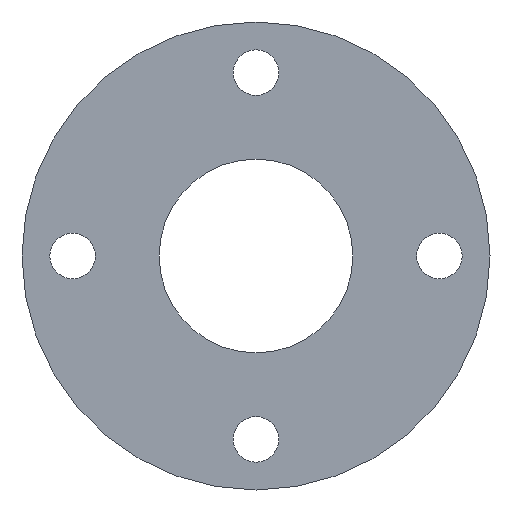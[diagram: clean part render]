
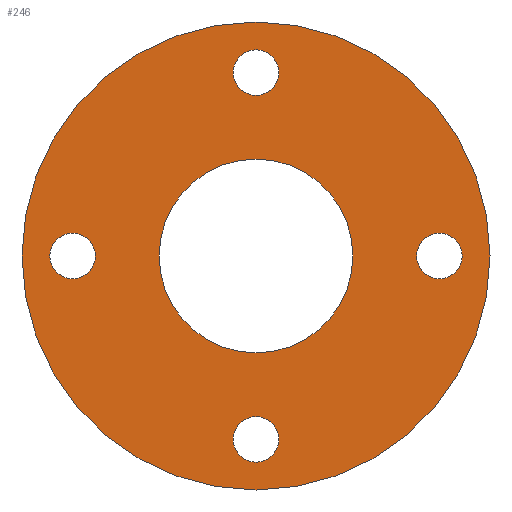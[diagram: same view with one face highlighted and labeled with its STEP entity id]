
A CAD part, front view. The second image highlights one B-rep face of the part: STEP entity #246.
In plain terms, the highlighted planar face has unit normal (0, -1, 0).
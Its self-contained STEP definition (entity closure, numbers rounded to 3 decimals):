
#7 = DIRECTION ( 'NONE',  ( 0., 0., -1. ) ) ;
#10 = ORIENTED_EDGE ( 'NONE', *, *, #260, .F. ) ;
#17 = ORIENTED_EDGE ( 'NONE', *, *, #138, .F. ) ;
#18 = CARTESIAN_POINT ( 'NONE',  ( 0., 0., -63.5 ) ) ;
#20 = EDGE_CURVE ( 'NONE', #264, #353, #80, .T. ) ;
#24 = DIRECTION ( 'NONE',  ( 0., -1., 0. ) ) ;
#28 = CARTESIAN_POINT ( 'NONE',  ( 0., 0., 0. ) ) ;
#30 = AXIS2_PLACEMENT_3D ( 'NONE', #28, #402, #195 ) ;
#35 = FACE_BOUND ( 'NONE', #96, .T. ) ;
#36 = VERTEX_POINT ( 'NONE', #494 ) ;
#40 = CARTESIAN_POINT ( 'NONE',  ( -72.5, 0., -9. ) ) ;
#45 = CARTESIAN_POINT ( 'NONE',  ( 0., 0., 72.5 ) ) ;
#49 = CARTESIAN_POINT ( 'NONE',  ( 0., 0., -81.5 ) ) ;
#53 = CIRCLE ( 'NONE', #434, 9. ) ;
#56 = EDGE_CURVE ( 'NONE', #336, #36, #533, .T. ) ;
#57 = CARTESIAN_POINT ( 'NONE',  ( 72.5, 0., 0. ) ) ;
#70 = DIRECTION ( 'NONE',  ( 0., 1., 0. ) ) ;
#76 = VERTEX_POINT ( 'NONE', #145 ) ;
#80 = CIRCLE ( 'NONE', #371, 9. ) ;
#83 = EDGE_LOOP ( 'NONE', ( #428, #135 ) ) ;
#90 = DIRECTION ( 'NONE',  ( 0., 0., -1. ) ) ;
#91 = EDGE_CURVE ( 'NONE', #381, #519, #53, .T. ) ;
#95 = DIRECTION ( 'NONE',  ( 0., -1., 0. ) ) ;
#96 = EDGE_LOOP ( 'NONE', ( #271, #437 ) ) ;
#116 = DIRECTION ( 'NONE',  ( 0., 0., -1. ) ) ;
#118 = DIRECTION ( 'NONE',  ( 0., -1., 0. ) ) ;
#131 = ORIENTED_EDGE ( 'NONE', *, *, #366, .F. ) ;
#135 = ORIENTED_EDGE ( 'NONE', *, *, #525, .F. ) ;
#138 = EDGE_CURVE ( 'NONE', #36, #336, #249, .T. ) ;
#140 = EDGE_LOOP ( 'NONE', ( #257, #17 ) ) ;
#144 = DIRECTION ( 'NONE',  ( 0., -1., 0. ) ) ;
#145 = CARTESIAN_POINT ( 'NONE',  ( 0., 0., -38.3 ) ) ;
#146 = EDGE_CURVE ( 'NONE', #76, #507, #390, .T. ) ;
#161 = FACE_BOUND ( 'NONE', #83, .T. ) ;
#165 = DIRECTION ( 'NONE',  ( 0., -1., 0. ) ) ;
#169 = AXIS2_PLACEMENT_3D ( 'NONE', #517, #421, #304 ) ;
#171 = ORIENTED_EDGE ( 'NONE', *, *, #357, .F. ) ;
#184 = CARTESIAN_POINT ( 'NONE',  ( -72.5, 0., 0. ) ) ;
#190 = CARTESIAN_POINT ( 'NONE',  ( 0., 0., 0. ) ) ;
#193 = AXIS2_PLACEMENT_3D ( 'NONE', #190, #70, #363 ) ;
#195 = DIRECTION ( 'NONE',  ( 0., 0., 1. ) ) ;
#197 = CARTESIAN_POINT ( 'NONE',  ( 0., 0., -72.5 ) ) ;
#201 = AXIS2_PLACEMENT_3D ( 'NONE', #57, #297, #90 ) ;
#202 = CARTESIAN_POINT ( 'NONE',  ( 0., 0., 92.5 ) ) ;
#210 = PLANE ( 'NONE',  #413 ) ;
#214 = DIRECTION ( 'NONE',  ( 0., 0., -1. ) ) ;
#215 = CARTESIAN_POINT ( 'NONE',  ( -72.5, 0., 0. ) ) ;
#221 = AXIS2_PLACEMENT_3D ( 'NONE', #284, #291, #454 ) ;
#230 = AXIS2_PLACEMENT_3D ( 'NONE', #184, #144, #315 ) ;
#239 = AXIS2_PLACEMENT_3D ( 'NONE', #45, #382, #472 ) ;
#246 = ADVANCED_FACE ( 'NONE', ( #254, #417, #161, #415, #35, #537 ), #210, .T. ) ;
#249 = CIRCLE ( 'NONE', #30, 92.5 ) ;
#250 = ORIENTED_EDGE ( 'NONE', *, *, #311, .F. ) ;
#251 = DIRECTION ( 'NONE',  ( 0., 0., -1. ) ) ;
#254 = FACE_BOUND ( 'NONE', #309, .T. ) ;
#257 = ORIENTED_EDGE ( 'NONE', *, *, #56, .F. ) ;
#260 = EDGE_CURVE ( 'NONE', #519, #381, #489, .T. ) ;
#263 = CARTESIAN_POINT ( 'NONE',  ( 0., 0., 81.5 ) ) ;
#264 = VERTEX_POINT ( 'NONE', #40 ) ;
#265 = AXIS2_PLACEMENT_3D ( 'NONE', #453, #118, #116 ) ;
#271 = ORIENTED_EDGE ( 'NONE', *, *, #342, .T. ) ;
#278 = DIRECTION ( 'NONE',  ( 0., 0., 1. ) ) ;
#284 = CARTESIAN_POINT ( 'NONE',  ( 72.5, 0., 0. ) ) ;
#291 = DIRECTION ( 'NONE',  ( 0., -1., 0. ) ) ;
#297 = DIRECTION ( 'NONE',  ( 0., -1., 0. ) ) ;
#300 = CARTESIAN_POINT ( 'NONE',  ( -72.5, 0., 9. ) ) ;
#301 = CIRCLE ( 'NONE', #201, 9. ) ;
#302 = VERTEX_POINT ( 'NONE', #498 ) ;
#304 = DIRECTION ( 'NONE',  ( 0., 0., 1. ) ) ;
#307 = ORIENTED_EDGE ( 'NONE', *, *, #430, .F. ) ;
#309 = EDGE_LOOP ( 'NONE', ( #250, #307 ) ) ;
#311 = EDGE_CURVE ( 'NONE', #426, #302, #460, .T. ) ;
#315 = DIRECTION ( 'NONE',  ( 0., 0., -1. ) ) ;
#324 = AXIS2_PLACEMENT_3D ( 'NONE', #522, #95, #214 ) ;
#336 = VERTEX_POINT ( 'NONE', #515 ) ;
#342 = EDGE_CURVE ( 'NONE', #507, #76, #451, .T. ) ;
#353 = VERTEX_POINT ( 'NONE', #300 ) ;
#357 = EDGE_CURVE ( 'NONE', #369, #521, #523, .T. ) ;
#361 = AXIS2_PLACEMENT_3D ( 'NONE', #449, #491, #278 ) ;
#363 = DIRECTION ( 'NONE',  ( 0., 0., 1. ) ) ;
#366 = EDGE_CURVE ( 'NONE', #521, #369, #370, .T. ) ;
#369 = VERTEX_POINT ( 'NONE', #263 ) ;
#370 = CIRCLE ( 'NONE', #324, 9. ) ;
#371 = AXIS2_PLACEMENT_3D ( 'NONE', #215, #516, #7 ) ;
#381 = VERTEX_POINT ( 'NONE', #18 ) ;
#382 = DIRECTION ( 'NONE',  ( 0., -1., 0. ) ) ;
#387 = CARTESIAN_POINT ( 'NONE',  ( 0., 0., 63.5 ) ) ;
#390 = CIRCLE ( 'NONE', #361, 38.3 ) ;
#392 = CARTESIAN_POINT ( 'NONE',  ( 72.5, 0., -9. ) ) ;
#402 = DIRECTION ( 'NONE',  ( 0., 1., 0. ) ) ;
#413 = AXIS2_PLACEMENT_3D ( 'NONE', #202, #165, #251 ) ;
#415 = FACE_BOUND ( 'NONE', #473, .T. ) ;
#417 = FACE_BOUND ( 'NONE', #468, .T. ) ;
#421 = DIRECTION ( 'NONE',  ( 0., 1., 0. ) ) ;
#426 = VERTEX_POINT ( 'NONE', #392 ) ;
#428 = ORIENTED_EDGE ( 'NONE', *, *, #20, .F. ) ;
#430 = EDGE_CURVE ( 'NONE', #302, #426, #301, .T. ) ;
#434 = AXIS2_PLACEMENT_3D ( 'NONE', #197, #24, #496 ) ;
#437 = ORIENTED_EDGE ( 'NONE', *, *, #146, .T. ) ;
#439 = ORIENTED_EDGE ( 'NONE', *, *, #91, .F. ) ;
#449 = CARTESIAN_POINT ( 'NONE',  ( 0., 0., 0. ) ) ;
#451 = CIRCLE ( 'NONE', #169, 38.3 ) ;
#453 = CARTESIAN_POINT ( 'NONE',  ( 0., 0., -72.5 ) ) ;
#454 = DIRECTION ( 'NONE',  ( 0., 0., -1. ) ) ;
#460 = CIRCLE ( 'NONE', #221, 9. ) ;
#468 = EDGE_LOOP ( 'NONE', ( #131, #171 ) ) ;
#470 = CIRCLE ( 'NONE', #230, 9. ) ;
#472 = DIRECTION ( 'NONE',  ( 0., 0., -1. ) ) ;
#473 = EDGE_LOOP ( 'NONE', ( #10, #439 ) ) ;
#479 = CARTESIAN_POINT ( 'NONE',  ( 0., 0., 38.3 ) ) ;
#489 = CIRCLE ( 'NONE', #265, 9. ) ;
#491 = DIRECTION ( 'NONE',  ( 0., 1., 0. ) ) ;
#494 = CARTESIAN_POINT ( 'NONE',  ( 0., 0., -92.5 ) ) ;
#496 = DIRECTION ( 'NONE',  ( 0., 0., -1. ) ) ;
#498 = CARTESIAN_POINT ( 'NONE',  ( 72.5, 0., 9. ) ) ;
#507 = VERTEX_POINT ( 'NONE', #479 ) ;
#515 = CARTESIAN_POINT ( 'NONE',  ( 0., 0., 92.5 ) ) ;
#516 = DIRECTION ( 'NONE',  ( 0., -1., 0. ) ) ;
#517 = CARTESIAN_POINT ( 'NONE',  ( 0., 0., 0. ) ) ;
#519 = VERTEX_POINT ( 'NONE', #49 ) ;
#521 = VERTEX_POINT ( 'NONE', #387 ) ;
#522 = CARTESIAN_POINT ( 'NONE',  ( 0., 0., 72.5 ) ) ;
#523 = CIRCLE ( 'NONE', #239, 9. ) ;
#525 = EDGE_CURVE ( 'NONE', #353, #264, #470, .T. ) ;
#533 = CIRCLE ( 'NONE', #193, 92.5 ) ;
#537 = FACE_OUTER_BOUND ( 'NONE', #140, .T. ) ;
